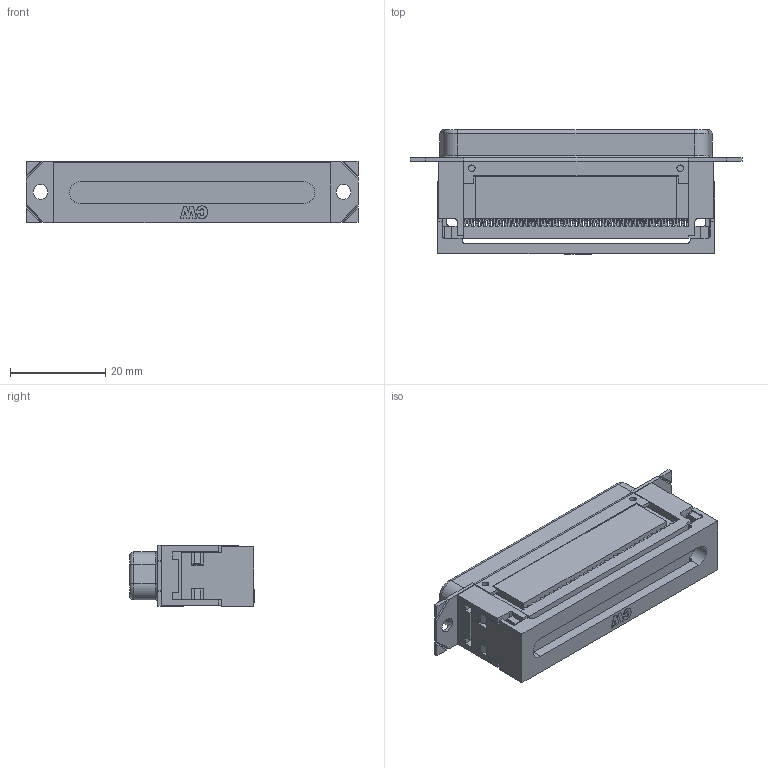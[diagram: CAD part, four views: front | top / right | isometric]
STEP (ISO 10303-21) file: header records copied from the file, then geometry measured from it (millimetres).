
FILE_DESCRIPTION(/* description */ (''),/* implementation_level */ '2;1');
FILE_NAME(/* name */ 'CWR-280-37 3D Model.stp',/* time_stamp */ '2023-12-04T15:06:43-05:00',/* author */ ('dwiltbank'),/* organization */ (''),/* preprocessor_version */ 'ST-DEVELOPER v19.2',/* originating_system */ 'Autodesk Inventor 2024',/* authorisation */ '');
FILE_SCHEMA (('AUTOMOTIVE_DESIGN { 1 0 10303 214 3 1 1 }'));
Products named in the file (1): CWR-280-37_Simplify_4
Bounding box: 69.6 x 26.16 x 12.81 mm (x, y, z)
Volume: 11746.3 mm3; surface area: 16817.9 mm2
Topology: 34 solids, 53 shells, 7095 faces, 20876 edges, 12913 vertices
Faces by surface type: plane 5226, cylinder 1625, torus 86, bspline 82, cone 39, sphere 37
Full cylindrical faces by diameter (mm): 1.092 x36, 1.397 x4, 3.099 x2
Entity records: 241762 total; most frequent: CARTESIAN_POINT 43444, ORIENTED_EDGE 41860, DIRECTION 38787, EDGE_CURVE 20930, LINE 16669, VECTOR 16669, VERTEX_POINT 12913, AXIS2_PLACEMENT_3D 11059
